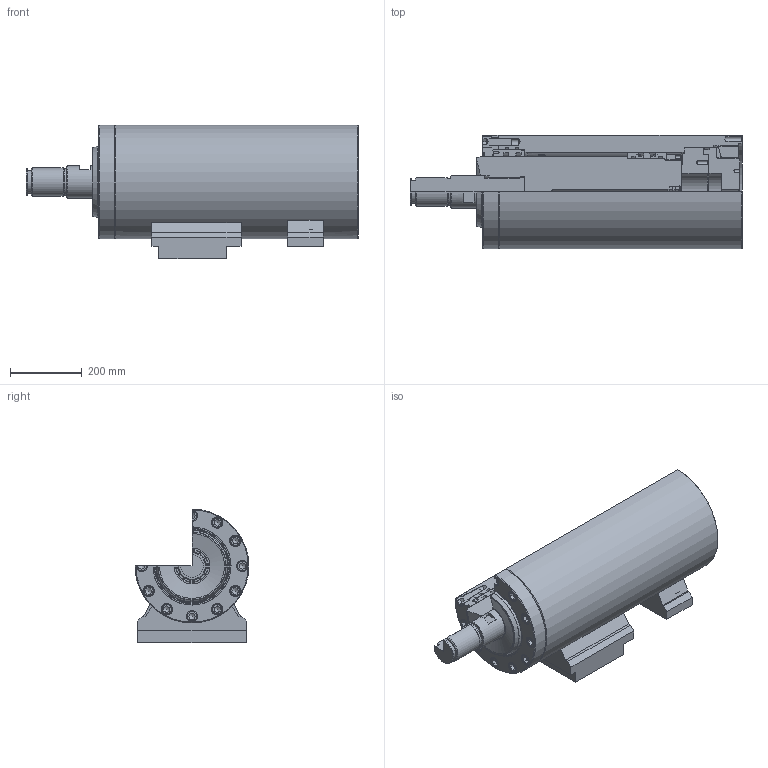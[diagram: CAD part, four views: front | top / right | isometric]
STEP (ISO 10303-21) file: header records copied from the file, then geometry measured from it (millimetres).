
FILE_DESCRIPTION(('STEP AP214'), '1');
FILE_NAME('Ñáîðêà ÃÖ ðåô', '', ('UNSPECIFIED'), ('UNSPECIFIED'), 'C3D Converter', 'C3D Toolkit', '');
FILE_SCHEMA(('AUTOMOTIVE_DESIGN { 1 0 10303 214 3 1 1}'));
Length unit declared in the file: millimetre
Products named in the file (29): 000.20.03.00.01; 000.20.03.00.02; 000.20.03.00.03; 000.20.03.00.04; 000.20.03.00.05; 000.20.03.00.06; 000.20.03.01.01; 000.20.03.00.12; 000.20.03.01.02; 000.20.03.01.03; 000.20.03.00.07; 000.20.03.00.09; 000.20.03.00.11; 000.20.03.00.13; 000.20.03.00.10; 000.20.03.00.08
Assembly tree (44 placements, depth 2):
  (unnamed)
    000.20.03.00.01
    000.20.03.00.02
    000.20.03.00.03
    000.20.03.00.04
    000.20.03.00.05
    000.20.03.00.06
    000.20.03.01.01
    000.20.03.00.02
    000.20.03.00.03
    000.20.03.00.12
    000.20.03.01.02
    000.20.03.01.03
    000.20.03.00.07
    000.20.03.00.09
    000.20.03.00.11
    000.20.03.00.11
    (unnamed)
    (unnamed)
    (unnamed)
    (unnamed)  x8
    (unnamed)  x8
    (unnamed)
    (unnamed)
    (unnamed)  x2
    (unnamed)  x2
    000.20.03.00.13
    000.20.03.00.10
    000.20.03.00.08
Bounding box: 928 x 318 x 374 mm (x, y, z)
Volume: 46334979.2 mm3; surface area: 3025600 mm2
Topology: 40 solids, 40 shells, 779 faces, 1993 edges, 1293 vertices
Faces by surface type: plane 298, cylinder 200, cone 183, torus 93, sphere 3, bspline 2
Full cylindrical faces by diameter (mm): 3 x4, 4.917 x4, 6.647 x4, 8.376 x2, 10.106 x1, 13.835 x5, 17.294 x9, 18 x2, 20 x8, 22 x8, 30 x8, 32 x8, 37.129 x6
Entity records: 23534 total; most frequent: CARTESIAN_POINT 5321, DIRECTION 3530, ORIENTED_EDGE 3014, EDGE_CURVE 1507, AXIS2_PLACEMENT_3D 1385, VERTEX_POINT 1056, EDGE_LOOP 793, LINE 760
